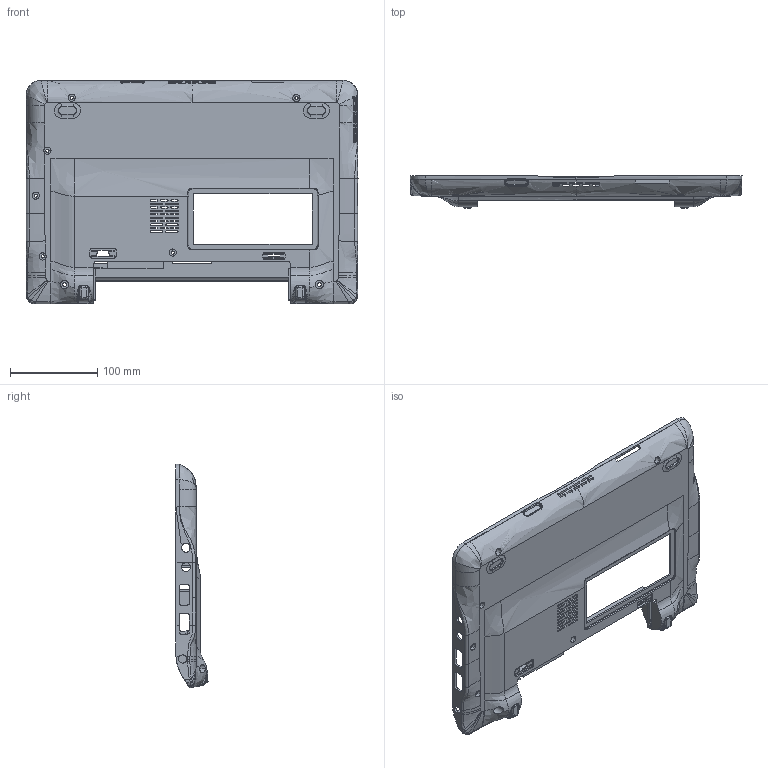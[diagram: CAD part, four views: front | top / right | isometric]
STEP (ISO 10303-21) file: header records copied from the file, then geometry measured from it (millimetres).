
FILE_DESCRIPTION(/* description */ (''),/* implementation_level */ '2;1');
FILE_NAME(/* name */ 'd_scalato.stp',/* time_stamp */ '2017-12-14T09:53:43+01:00',/* author */ (''),/* organization */ (''),/* preprocessor_version */ 'ST-DEVELOPER v16',/* originating_system */ 'SIEMENS PLM Software NX 11.0',/* authorisation */ '');
FILE_SCHEMA (('AUTOMOTIVE_DESIGN { 1 0 10303 214 3 1 1 1 }'));
Products named in the file (1): silv1A2039E5xwk0
Bounding box: 380.16 x 36.65 x 256.29 mm (x, y, z)
Volume: 242764 mm3; surface area: 223099.2 mm2
Topology: 1 solids, 1 shells, 1201 faces, 3537 edges, 2346 vertices
Faces by surface type: plane 515, cylinder 399, bspline 214, extrusion 31, torus 24, cone 18
Entity records: 54979 total; most frequent: CARTESIAN_POINT 25158, ORIENTED_EDGE 7072, DIRECTION 4972, EDGE_CURVE 3536, VERTEX_POINT 2345, AXIS2_PLACEMENT_3D 1669, VECTOR 1634, LINE 1603
